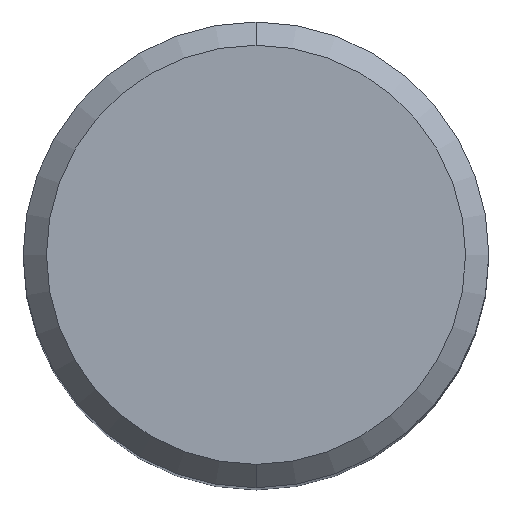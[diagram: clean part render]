
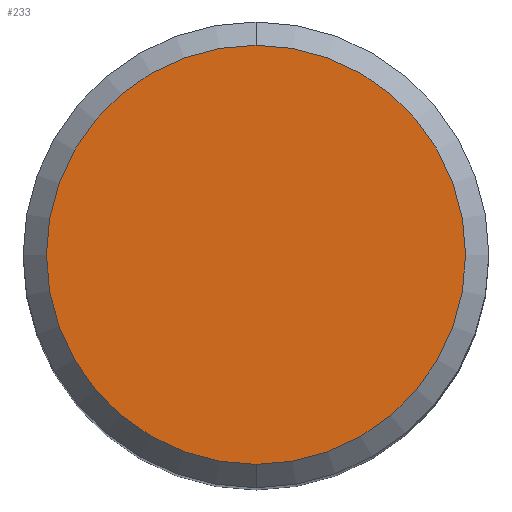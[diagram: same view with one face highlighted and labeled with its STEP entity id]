
A CAD part, top view. The second image highlights one B-rep face of the part: STEP entity #233.
In plain terms, the highlighted planar face has unit normal (0, 0, 1).
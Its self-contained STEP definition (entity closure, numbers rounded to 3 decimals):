
#181=EDGE_CURVE('',#243,#367,#480,.T.);
#233=ADVANCED_FACE('',(#537),#538,.T.);
#243=VERTEX_POINT('',#549);
#349=EDGE_CURVE('',#367,#243,#665,.T.);
#367=VERTEX_POINT('',#685);
#480=CIRCLE('',#800,7.2);
#537=FACE_OUTER_BOUND('',#917,.T.);
#538=PLANE('',#918);
#549=CARTESIAN_POINT('',(0.,-7.2,0.0));
#665=CIRCLE('',#1217,7.2);
#685=CARTESIAN_POINT('',(0.0,7.2,0.0));
#800=AXIS2_PLACEMENT_3D('',#1476,#1477,#1478);
#917=EDGE_LOOP('',(#1546,#1547));
#918=AXIS2_PLACEMENT_3D('',#1548,#1549,#1550);
#1217=AXIS2_PLACEMENT_3D('',#1686,#1687,#1688);
#1476=CARTESIAN_POINT('',(0.0,0.0,0.0));
#1477=DIRECTION('',(0.0,0.0,-1.0));
#1478=DIRECTION('',(0.0,1.0,0.0));
#1546=ORIENTED_EDGE('',*,*,#349,.F.);
#1547=ORIENTED_EDGE('',*,*,#181,.F.);
#1548=CARTESIAN_POINT('',(0.0,3.6,0.0));
#1549=DIRECTION('',(-0.0,0.0,1.0));
#1550=DIRECTION('',(0.0,-1.0,0.0));
#1686=CARTESIAN_POINT('',(0.0,0.0,0.0));
#1687=DIRECTION('',(0.0,0.0,-1.0));
#1688=DIRECTION('',(0.0,1.0,0.0));
